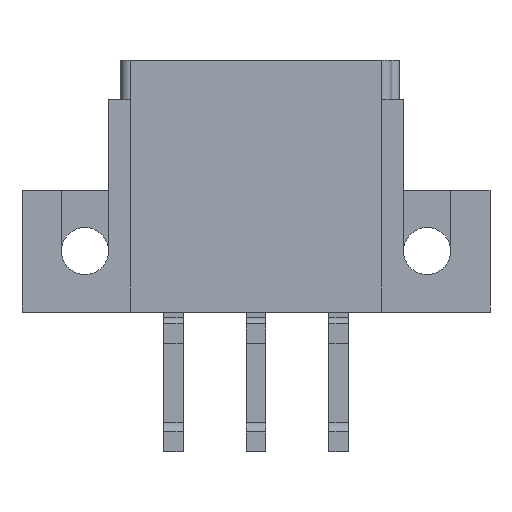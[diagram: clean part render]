
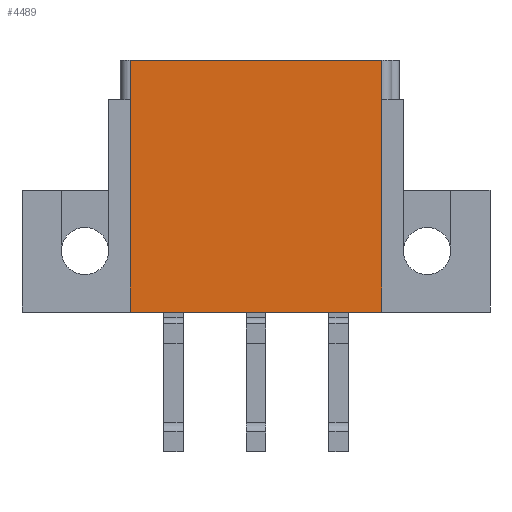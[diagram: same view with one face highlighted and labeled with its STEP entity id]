
A CAD part, front view. The second image highlights one B-rep face of the part: STEP entity #4489.
In plain terms, the highlighted planar face has unit normal (0, -1, 0).
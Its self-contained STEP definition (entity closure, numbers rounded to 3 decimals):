
#121=DIRECTION('',(-1.,0.,0.));
#122=VECTOR('',#121,12.8);
#123=CARTESIAN_POINT('',(6.4,0.4,0.));
#124=LINE('',#123,#122);
#428=DIRECTION('',(-1.,0.,0.));
#429=VECTOR('',#428,12.8);
#430=CARTESIAN_POINT('',(6.4,0.4,-12.8));
#431=LINE('',#430,#429);
#1376=DIRECTION('',(0.,0.,1.));
#1377=VECTOR('',#1376,2.);
#1378=CARTESIAN_POINT('',(6.4,0.4,-2.));
#1379=LINE('',#1378,#1377);
#1398=DIRECTION('',(0.,0.,1.));
#1399=VECTOR('',#1398,10.8);
#1400=CARTESIAN_POINT('',(6.4,0.4,-12.8));
#1401=LINE('',#1400,#1399);
#1746=DIRECTION('',(0.,0.,1.));
#1747=VECTOR('',#1746,2.);
#1748=CARTESIAN_POINT('',(-6.4,0.4,-2.));
#1749=LINE('',#1748,#1747);
#1807=DIRECTION('',(0.,0.,-1.));
#1808=VECTOR('',#1807,10.8);
#1809=CARTESIAN_POINT('',(-6.4,0.4,-2.));
#1810=LINE('',#1809,#1808);
#1855=CARTESIAN_POINT('',(6.4,0.4,-12.8));
#1856=CARTESIAN_POINT('',(-6.4,0.4,-12.8));
#1857=VERTEX_POINT('',#1855);
#1858=VERTEX_POINT('',#1856);
#2103=CARTESIAN_POINT('',(6.4,0.4,-2.));
#2104=CARTESIAN_POINT('',(6.4,0.4,0.));
#2105=VERTEX_POINT('',#2103);
#2106=VERTEX_POINT('',#2104);
#2147=CARTESIAN_POINT('',(-6.4,0.4,0.));
#2148=VERTEX_POINT('',#2147);
#2149=CARTESIAN_POINT('',(-6.4,0.4,-2.));
#2150=VERTEX_POINT('',#2149);
#4473=CARTESIAN_POINT('',(6.9,0.4,0.));
#4474=DIRECTION('',(0.,-1.,0.));
#4475=DIRECTION('',(-1.,0.,0.));
#4476=AXIS2_PLACEMENT_3D('',#4473,#4474,#4475);
#4477=PLANE('',#4476);
#4478=ORIENTED_EDGE('',*,*,#4464,.F.);
#4480=ORIENTED_EDGE('',*,*,#4479,.F.);
#4481=ORIENTED_EDGE('',*,*,#2775,.T.);
#4483=ORIENTED_EDGE('',*,*,#4482,.F.);
#4485=ORIENTED_EDGE('',*,*,#4484,.T.);
#4486=ORIENTED_EDGE('',*,*,#2430,.F.);
#4487=EDGE_LOOP('',(#4478,#4480,#4481,#4483,#4485,#4486));
#4488=FACE_OUTER_BOUND('',#4487,.F.);
#4489=ADVANCED_FACE('',(#4488),#4477,.T.);
#2430=EDGE_CURVE('',#2106,#2148,#124,.T.);
#2775=EDGE_CURVE('',#1857,#1858,#431,.T.);
#4464=EDGE_CURVE('',#2105,#2106,#1379,.T.);
#4479=EDGE_CURVE('',#1857,#2105,#1401,.T.);
#4482=EDGE_CURVE('',#2150,#1858,#1810,.T.);
#4484=EDGE_CURVE('',#2150,#2148,#1749,.T.);
